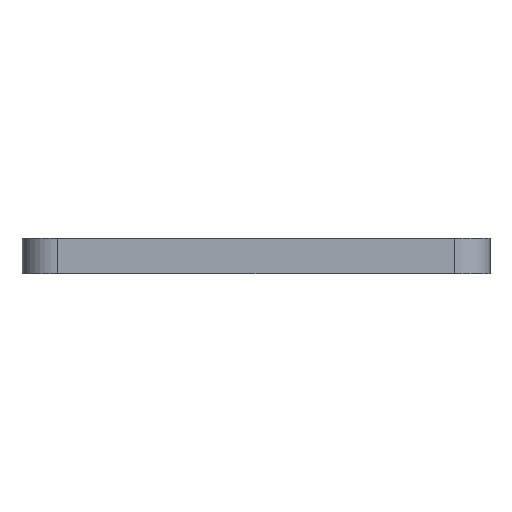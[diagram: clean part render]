
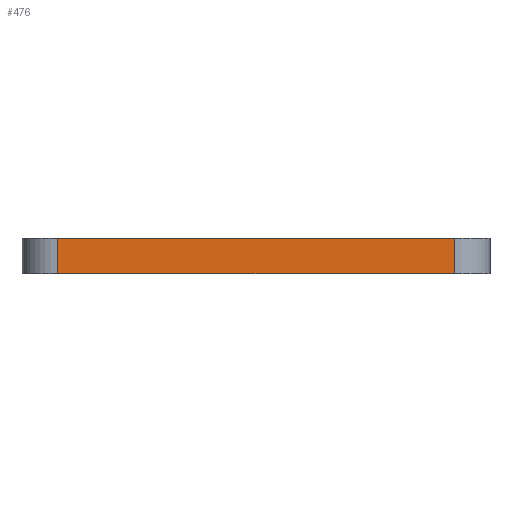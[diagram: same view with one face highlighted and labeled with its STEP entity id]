
A CAD part, left-side view. The second image highlights one B-rep face of the part: STEP entity #476.
In plain terms, the highlighted planar face has unit normal (-1, 0, 0).
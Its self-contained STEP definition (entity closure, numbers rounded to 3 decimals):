
#10 = DIRECTION ( 'NONE',  ( 0., -1., 0. ) ) ;
#42 = CARTESIAN_POINT ( 'NONE',  ( -41., -16.75, -1.5 ) ) ;
#81 = EDGE_CURVE ( 'NONE', #344, #1610, #489, .T. ) ;
#99 = EDGE_CURVE ( 'NONE', #391, #1610, #521, .T. ) ;
#105 = EDGE_CURVE ( 'NONE', #399, #344, #533, .T. ) ;
#158 = EDGE_CURVE ( 'NONE', #399, #391, #638, .T. ) ;
#198 = EDGE_LOOP ( 'NONE', ( #1512, #1513, #1514, #1515 ) ) ;
#281 = AXIS2_PLACEMENT_3D ( 'NONE', #870, #875, #876 ) ;
#344 = VERTEX_POINT ( 'NONE', #753 ) ;
#391 = VERTEX_POINT ( 'NONE', #801 ) ;
#399 = VERTEX_POINT ( 'NONE', #809 ) ;
#476 = ADVANCED_FACE ( 'NONE', ( #1217 ), #872, .F. ) ;
#489 = LINE ( 'NONE', #42, #497 ) ;
#497 = VECTOR ( 'NONE', #10, 1000. ) ;
#521 = LINE ( 'NONE', #981, #524 ) ;
#524 = VECTOR ( 'NONE', #982, 1000. ) ;
#533 = LINE ( 'NONE', #993, #536 ) ;
#536 = VECTOR ( 'NONE', #994, 1000. ) ;
#638 = LINE ( 'NONE', #1111, #640 ) ;
#640 = VECTOR ( 'NONE', #1112, 1000. ) ;
#753 = CARTESIAN_POINT ( 'NONE',  ( -41., 16.75, -1.5 ) ) ;
#801 = CARTESIAN_POINT ( 'NONE',  ( -41., -16.75, 1.5 ) ) ;
#809 = CARTESIAN_POINT ( 'NONE',  ( -41., 16.75, 1.5 ) ) ;
#870 = CARTESIAN_POINT ( 'NONE',  ( -41., -16.75, 1.5 ) ) ;
#872 = PLANE ( 'NONE',  #281 ) ;
#875 = DIRECTION ( 'NONE',  ( 1., 0., 0. ) ) ;
#876 = DIRECTION ( 'NONE',  ( 0., 0., -1. ) ) ;
#981 = CARTESIAN_POINT ( 'NONE',  ( -41., -16.75, 1.5 ) ) ;
#982 = DIRECTION ( 'NONE',  ( 0., 0., -1. ) ) ;
#993 = CARTESIAN_POINT ( 'NONE',  ( -41., 16.75, 1.5 ) ) ;
#994 = DIRECTION ( 'NONE',  ( 0., 0., -1. ) ) ;
#1111 = CARTESIAN_POINT ( 'NONE',  ( -41., -16.75, 1.5 ) ) ;
#1112 = DIRECTION ( 'NONE',  ( 0., -1., 0. ) ) ;
#1217 = FACE_OUTER_BOUND ( 'NONE', #198, .T. ) ;
#1512 = ORIENTED_EDGE ( 'NONE', *, *, #81, .T. ) ;
#1513 = ORIENTED_EDGE ( 'NONE', *, *, #99, .F. ) ;
#1514 = ORIENTED_EDGE ( 'NONE', *, *, #158, .F. ) ;
#1515 = ORIENTED_EDGE ( 'NONE', *, *, #105, .T. ) ;
#1610 = VERTEX_POINT ( 'NONE', #1639 ) ;
#1639 = CARTESIAN_POINT ( 'NONE',  ( -41., -16.75, -1.5 ) ) ;
